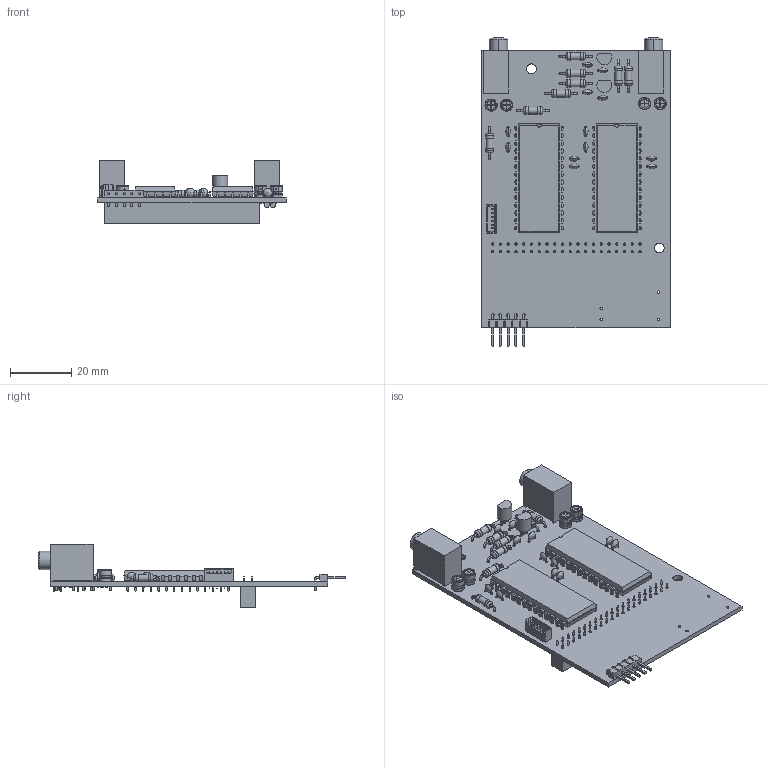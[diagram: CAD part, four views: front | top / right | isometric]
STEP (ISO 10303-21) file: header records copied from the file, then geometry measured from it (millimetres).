
FILE_DESCRIPTION(('KiCad electronic assembly'),'2;1');
FILE_NAME('AudioExpansionCard.step','2024-06-29T23:45:38',('Pcbnew'),( 'Kicad'),'Open CASCADE STEP processor 7.7','KiCad to STEP converter' ,'Unknown');
FILE_SCHEMA(('AUTOMOTIVE_DESIGN { 1 0 10303 214 1 1 1 1 }'));
Length unit declared in the file: millimetre
Products named in the file (20): AudioExpansionCard 1; R_Axial_DIN0207_L6.3mm_D2.5mm_P10.16mm_Horizontal; R_Axial_DIN0207_L63mm_D25mm_P1016mm_Horizontal; C_Disc_D3.0mm_W1.6mm_P2.50mm; C_Disc_D30mm_W16mm_P250mm; DIP-28_W15.24mm; CP_Radial_D4.0mm_P1.50mm; CP_Radial_D40mm_P150mm; CUI_DEVICES_SJ1-3533NG; PinHeader_1x05_P2.54mm_Horizontal; PinHeader_1x05_P254mm_Horizontal; 530470610; 530470610wbm000_01; PinSocket_2x20_P2.54mm_Vertical; PinSocket_2x20_P254mm_Vertical; TO-92_Inline; TO-92_Inline_Narrow; AudioExpansionCard_PCB
Assembly tree (43 placements, depth 3):
  AudioExpansionCard 1
    R_Axial_DIN0207_L6.3mm_D2.5mm_P10.16mm_Horizontal  x8
      R_Axial_DIN0207_L63mm_D25mm_P1016mm_Horizontal
    C_Disc_D3.0mm_W1.6mm_P2.50mm  x12
      C_Disc_D30mm_W16mm_P250mm
    DIP-28_W15.24mm  x2
      DIP-28_W15.24mm
    CP_Radial_D4.0mm_P1.50mm  x4
      CP_Radial_D40mm_P150mm
    CUI_DEVICES_SJ1-3533NG  x2
      CUI_DEVICES_SJ1-3533NG
    PinHeader_1x05_P2.54mm_Horizontal
      PinHeader_1x05_P254mm_Horizontal
    530470610
      530470610wbm000_01
    PinSocket_2x20_P2.54mm_Vertical
      PinSocket_2x20_P254mm_Vertical
    TO-92_Inline  x2
      TO-92_Inline_Narrow
    AudioExpansionCard_PCB
Bounding box: 61.72 x 100.89 x 20.8 mm (x, y, z)
Volume: 17343.8 mm3; surface area: 21548.9 mm2
Topology: 34 solids, 38 shells, 3330 faces, 8582 edges, 5502 vertices
Faces by surface type: plane 2590, cylinder 512, bspline 112, revolution 48, torus 40, sphere 24, cone 4
Full cylindrical faces by diameter (mm): 0.3 x8, 0.5 x30, 0.6 x40, 0.75 x6, 0.762 x40, 0.8 x100, 1 x5, 2.25 x8, 2.5 x16, 3.2 x2
Entity records: 87599 total; most frequent: CARTESIAN_POINT 14055, ORIENTED_EDGE 12392, DIRECTION 11473, EDGE_CURVE 6196, LINE 5535, VECTOR 5535, VERTEX_POINT 4004, AXIS2_PLACEMENT_3D 2965
